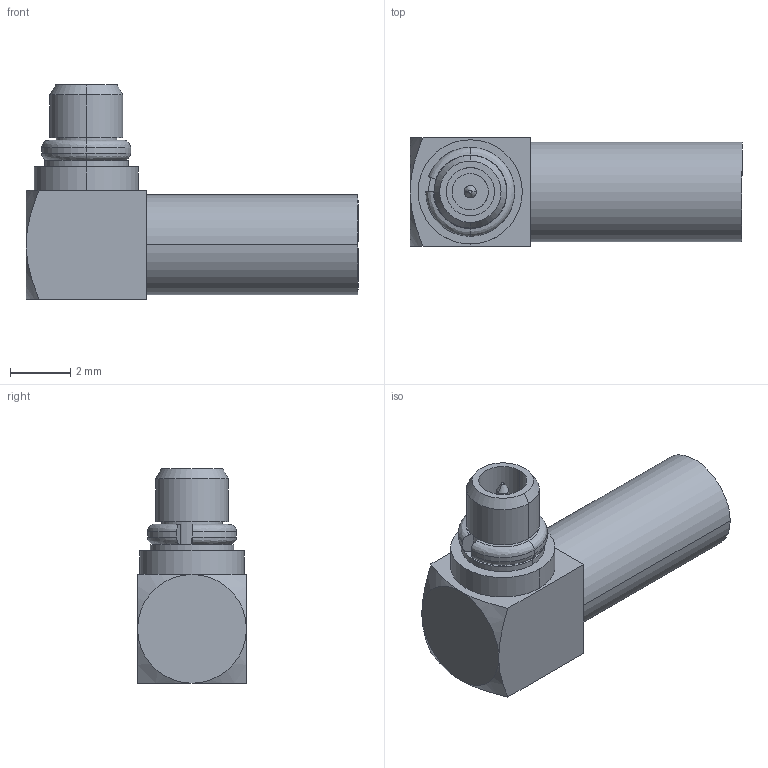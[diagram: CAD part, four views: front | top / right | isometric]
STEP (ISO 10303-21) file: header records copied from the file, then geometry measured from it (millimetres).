
FILE_DESCRIPTION (( 'STEP AP214' ), '1' );
FILE_NAME ('SC9705_3D.step', '2025-05-29T22:21:31', ( '' ), ( '' ), 'SwSTEP 2.0', 'SolidWorks 2022', '' );
FILE_SCHEMA (( 'AUTOMOTIVE_DESIGN' ));
Length unit declared in the file: inch
Products named in the file (1): SC9705_3D
Bounding box: 11 x 3.6 x 7.1 mm (x, y, z)
Volume: 99.4 mm3; surface area: 312.6 mm2
Topology: 2 solids, 2 shells, 64 faces, 143 edges, 93 vertices
Faces by surface type: cylinder 27, plane 21, cone 10, bspline 6
Entity records: 2173 total; most frequent: CARTESIAN_POINT 712, DIRECTION 295, ORIENTED_EDGE 286, EDGE_CURVE 143, AXIS2_PLACEMENT_3D 124, VERTEX_POINT 93, EDGE_LOOP 76, CIRCLE 65
